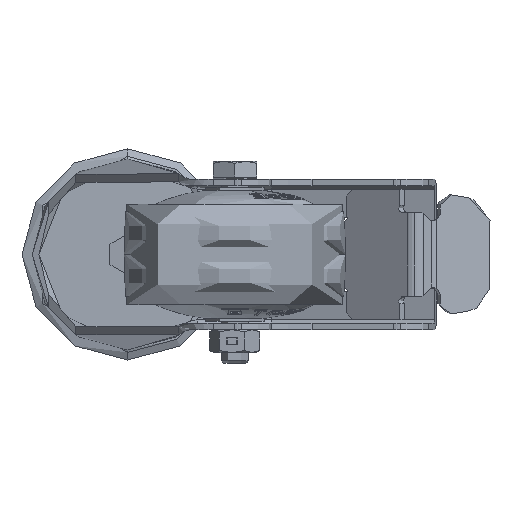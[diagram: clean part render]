
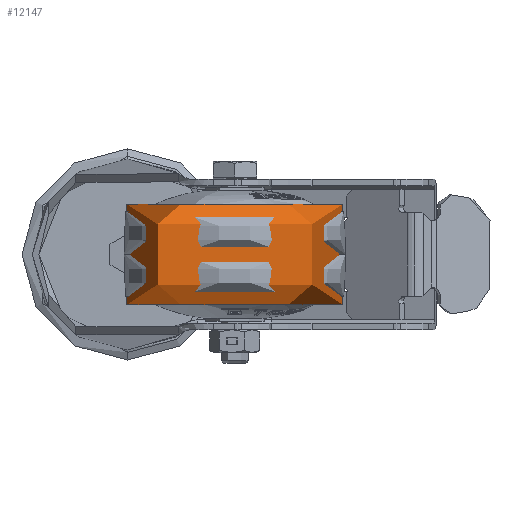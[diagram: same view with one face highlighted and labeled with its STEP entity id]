
A CAD part, front view. The second image highlights one B-rep face of the part: STEP entity #12147.
In plain terms, the highlighted free-form (B-spline) face has degree [3, 3] with [4, 4] control points.
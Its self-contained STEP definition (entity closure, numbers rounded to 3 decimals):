
#1770 = DIRECTION ( 'NONE',  ( 0., 0., 1. ) ) ;
#2722 = EDGE_LOOP ( 'NONE', ( #14357, #50022, #3717, #51684 ) ) ;
#3717 = ORIENTED_EDGE ( 'NONE', *, *, #18190, .T. ) ;
#4401 = VERTEX_POINT ( 'NONE', #48676 ) ;
#5658 = CARTESIAN_POINT ( 'NONE',  ( -0.25, -68., 15. ) ) ;
#5859 = VERTEX_POINT ( 'NONE', #26077 ) ;
#8100 = EDGE_CURVE ( 'NONE', #9200, #27935, #17650, .T. ) ;
#9200 = VERTEX_POINT ( 'NONE', #19440 ) ;
#11487 = CARTESIAN_POINT ( 'NONE',  ( -15.75, -68., 15. ) ) ;
#11740 = CARTESIAN_POINT ( 'NONE',  ( 64.25, -68., 15. ) ) ;
#12147 = ADVANCED_FACE ( 'NONE', ( #43727 ), #28647, .F. ) ;
#13392 =( BOUNDED_CURVE ( )  B_SPLINE_CURVE ( 3, ( #44584, #15997, #16754, #36169 ),
 .UNSPECIFIED., .F., .F. ) 
 B_SPLINE_CURVE_WITH_KNOTS ( ( 4, 4 ),
 ( 0., 3.142 ),
 .UNSPECIFIED. ) 
 CURVE ( )  GEOMETRIC_REPRESENTATION_ITEM ( )  RATIONAL_B_SPLINE_CURVE ( ( 1., 0.333, 0.333, 1. ) ) 
 REPRESENTATION_ITEM ( '' )  );
#14089 = CARTESIAN_POINT ( 'NONE',  ( -0.25, -68., 15. ) ) ;
#14357 = ORIENTED_EDGE ( 'NONE', *, *, #8100, .F. ) ;
#15631 = CARTESIAN_POINT ( 'NONE',  ( 79.75, -68., -15. ) ) ;
#15997 = CARTESIAN_POINT ( 'NONE',  ( 79.75, -68., -15. ) ) ;
#16754 = CARTESIAN_POINT ( 'NONE',  ( 79.75, -68., 15. ) ) ;
#16913 = CARTESIAN_POINT ( 'NONE',  ( 32., -68., -15. ) ) ;
#17153 = DIRECTION ( 'NONE',  ( 1., 0., 0. ) ) ;
#17650 =( BOUNDED_CURVE ( )  B_SPLINE_CURVE ( 3, ( #20761, #29416, #41542, #5658 ),
 .UNSPECIFIED., .F., .T. ) 
 B_SPLINE_CURVE_WITH_KNOTS ( ( 4, 4 ),
 ( 0., 3.142 ),
 .UNSPECIFIED. ) 
 CURVE ( )  GEOMETRIC_REPRESENTATION_ITEM ( )  RATIONAL_B_SPLINE_CURVE ( ( 1., 0.333, 0.333, 1. ) ) 
 REPRESENTATION_ITEM ( '' )  );
#18190 = EDGE_CURVE ( 'NONE', #4401, #5859, #13392, .T. ) ;
#19440 = CARTESIAN_POINT ( 'NONE',  ( -0.25, -68., -15. ) ) ;
#20761 = CARTESIAN_POINT ( 'NONE',  ( -0.25, -68., -15. ) ) ;
#23200 = CARTESIAN_POINT ( 'NONE',  ( -0.25, -68., -15. ) ) ;
#25788 = CARTESIAN_POINT ( 'NONE',  ( 32., -68., 15. ) ) ;
#26077 = CARTESIAN_POINT ( 'NONE',  ( 64.25, -68., 15. ) ) ;
#27896 = CARTESIAN_POINT ( 'NONE',  ( 64.25, -132.5, -15. ) ) ;
#27935 = VERTEX_POINT ( 'NONE', #14089 ) ;
#28647 =( BOUNDED_SURFACE ( )  B_SPLINE_SURFACE ( 3, 3, ( 
 ( #23200, #35296, #27896, #47652 ),
 ( #35815, #40039, #31321, #15631 ),
 ( #11487, #48161, #51313, #43984 ),
 ( #51053, #43462, #39531, #11740 ) ),
 .UNSPECIFIED., .F., .F., .F. ) 
 B_SPLINE_SURFACE_WITH_KNOTS ( ( 4, 4 ),
 ( 4, 4 ),
 ( 0., 1. ),
 ( 0., 1. ),
 .UNSPECIFIED. ) 
 GEOMETRIC_REPRESENTATION_ITEM ( )  RATIONAL_B_SPLINE_SURFACE ( (
 ( 1., 0.333, 0.333, 1.),
 ( 0.333, 0.111, 0.111, 0.333),
 ( 0.333, 0.111, 0.111, 0.333),
 ( 1., 0.333, 0.333, 1.) ) ) 
 REPRESENTATION_ITEM ( '' )  SURFACE ( )  );
#29416 = CARTESIAN_POINT ( 'NONE',  ( -15.75, -68., -15. ) ) ;
#30913 = EDGE_CURVE ( 'NONE', #27935, #5859, #33034, .T. ) ;
#31321 = CARTESIAN_POINT ( 'NONE',  ( 79.75, -163.5, -15. ) ) ;
#31470 = AXIS2_PLACEMENT_3D ( 'NONE', #16913, #37914, #17153 ) ;
#32543 = EDGE_CURVE ( 'NONE', #9200, #4401, #49130, .T. ) ;
#33034 = CIRCLE ( 'NONE', #47429, 32.25 ) ;
#35296 = CARTESIAN_POINT ( 'NONE',  ( -0.25, -132.5, -15. ) ) ;
#35815 = CARTESIAN_POINT ( 'NONE',  ( -15.75, -68., -15. ) ) ;
#36169 = CARTESIAN_POINT ( 'NONE',  ( 64.25, -68., 15. ) ) ;
#37914 = DIRECTION ( 'NONE',  ( 0., 0., 1. ) ) ;
#39531 = CARTESIAN_POINT ( 'NONE',  ( 64.25, -132.5, 15. ) ) ;
#40039 = CARTESIAN_POINT ( 'NONE',  ( -15.75, -163.5, -15. ) ) ;
#41542 = CARTESIAN_POINT ( 'NONE',  ( -15.75, -68., 15. ) ) ;
#43462 = CARTESIAN_POINT ( 'NONE',  ( -0.25, -132.5, 15. ) ) ;
#43727 = FACE_OUTER_BOUND ( 'NONE', #2722, .T. ) ;
#43984 = CARTESIAN_POINT ( 'NONE',  ( 79.75, -68., 15. ) ) ;
#44584 = CARTESIAN_POINT ( 'NONE',  ( 64.25, -68., -15. ) ) ;
#47429 = AXIS2_PLACEMENT_3D ( 'NONE', #25788, #1770, #48210 ) ;
#47652 = CARTESIAN_POINT ( 'NONE',  ( 64.25, -68., -15. ) ) ;
#48161 = CARTESIAN_POINT ( 'NONE',  ( -15.75, -163.5, 15. ) ) ;
#48210 = DIRECTION ( 'NONE',  ( 1., 0., 0. ) ) ;
#48676 = CARTESIAN_POINT ( 'NONE',  ( 64.25, -68., -15. ) ) ;
#49130 = CIRCLE ( 'NONE', #31470, 32.25 ) ;
#50022 = ORIENTED_EDGE ( 'NONE', *, *, #32543, .T. ) ;
#51053 = CARTESIAN_POINT ( 'NONE',  ( -0.25, -68., 15. ) ) ;
#51313 = CARTESIAN_POINT ( 'NONE',  ( 79.75, -163.5, 15. ) ) ;
#51684 = ORIENTED_EDGE ( 'NONE', *, *, #30913, .F. ) ;
